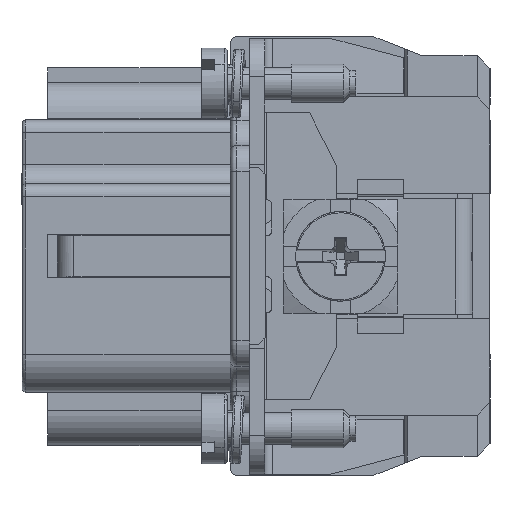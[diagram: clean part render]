
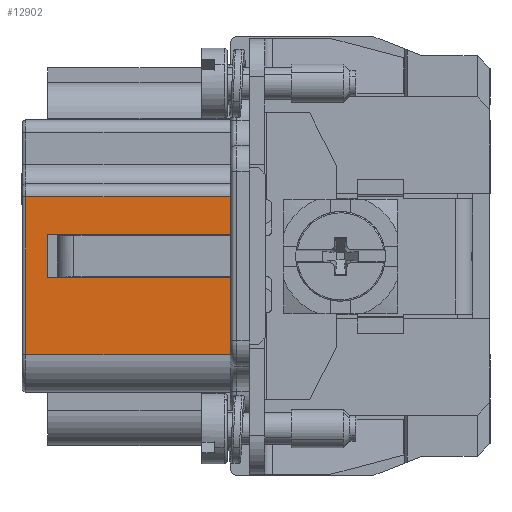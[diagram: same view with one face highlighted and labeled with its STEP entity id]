
A CAD part, left-side view. The second image highlights one B-rep face of the part: STEP entity #12902.
In plain terms, the highlighted planar face has unit normal (-1, 0, 0).
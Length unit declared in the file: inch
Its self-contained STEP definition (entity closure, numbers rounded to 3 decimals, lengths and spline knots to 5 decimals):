
#308 = LINE ( 'NONE', #25475, #4043 ) ;
#1043 = PLANE ( 'NONE',  #17907 ) ;
#1295 = EDGE_CURVE ( 'NONE', #33631, #26227, #6703, .T. ) ;
#2581 = EDGE_CURVE ( 'NONE', #33631, #37870, #3856, .T. ) ;
#2856 = ORIENTED_EDGE ( 'NONE', *, *, #40161, .T. ) ;
#3623 = ORIENTED_EDGE ( 'NONE', *, *, #33392, .F. ) ;
#3856 = LINE ( 'NONE', #38099, #31477 ) ;
#4036 = CARTESIAN_POINT ( 'NONE',  ( -3.3166, 1.06467, 0.8822 ) ) ;
#4043 = VECTOR ( 'NONE', #38069, 39.37008 ) ;
#5249 = CARTESIAN_POINT ( 'NONE',  ( -3.3166, 0.42435, 0.8822 ) ) ;
#5632 = LINE ( 'NONE', #8934, #7365 ) ;
#6074 = LINE ( 'NONE', #12078, #18750 ) ;
#6703 = LINE ( 'NONE', #19281, #14311 ) ;
#7109 = ORIENTED_EDGE ( 'NONE', *, *, #38786, .F. ) ;
#7365 = VECTOR ( 'NONE', #37792, 39.37008 ) ;
#7529 = CARTESIAN_POINT ( 'NONE',  ( -3.3166, 0.43691, 1.25252 ) ) ;
#8934 = CARTESIAN_POINT ( 'NONE',  ( -3.3166, 0.42435, 1.11786 ) ) ;
#10435 = DIRECTION ( 'NONE',  ( 0., 0., -1. ) ) ;
#12078 = CARTESIAN_POINT ( 'NONE',  ( -3.3166, 0.42435, 1.36738 ) ) ;
#12884 = EDGE_CURVE ( 'NONE', #40231, #22655, #5632, .T. ) ;
#12902 = ADVANCED_FACE ( 'NONE', ( #21510 ), #1043, .F. ) ;
#13121 = CARTESIAN_POINT ( 'NONE',  ( -3.3166, 0.99734, 1.37708 ) ) ;
#13752 = ORIENTED_EDGE ( 'NONE', *, *, #2581, .F. ) ;
#14136 = DIRECTION ( 'NONE',  ( 0., 1., 0. ) ) ;
#14247 = CARTESIAN_POINT ( 'NONE',  ( -3.3166, 0.99734, 1.25252 ) ) ;
#14311 = VECTOR ( 'NONE', #28759, 39.37008 ) ;
#14729 = LINE ( 'NONE', #29757, #25979 ) ;
#15570 = DIRECTION ( 'NONE',  ( 0., -1., 0. ) ) ;
#16510 = VECTOR ( 'NONE', #14136, 39.37008 ) ;
#17025 = VERTEX_POINT ( 'NONE', #22213 ) ;
#17907 = AXIS2_PLACEMENT_3D ( 'NONE', #25601, #31797, #25811 ) ;
#18750 = VECTOR ( 'NONE', #15570, 39.37008 ) ;
#19281 = CARTESIAN_POINT ( 'NONE',  ( -3.3166, 0.43691, 0.50555 ) ) ;
#19333 = DIRECTION ( 'NONE',  ( 0., 1., 0. ) ) ;
#21510 = FACE_OUTER_BOUND ( 'NONE', #25233, .T. ) ;
#22157 = ORIENTED_EDGE ( 'NONE', *, *, #1295, .T. ) ;
#22213 = CARTESIAN_POINT ( 'NONE',  ( -3.3166, 0.43691, 0.8822 ) ) ;
#22655 = VERTEX_POINT ( 'NONE', #27920 ) ;
#24092 = ORIENTED_EDGE ( 'NONE', *, *, #30866, .F. ) ;
#24676 = CARTESIAN_POINT ( 'NONE',  ( -3.3166, 1.06467, 1.36738 ) ) ;
#24965 = ORIENTED_EDGE ( 'NONE', *, *, #12884, .F. ) ;
#25233 = EDGE_LOOP ( 'NONE', ( #22157, #7109, #3623, #32866, #2856, #24965, #24092, #13752 ) ) ;
#25475 = CARTESIAN_POINT ( 'NONE',  ( -3.3166, 1.06467, 1.37708 ) ) ;
#25601 = CARTESIAN_POINT ( 'NONE',  ( -3.3166, 0.42435, 1.37708 ) ) ;
#25811 = DIRECTION ( 'NONE',  ( 0., 0., -1. ) ) ;
#25979 = VECTOR ( 'NONE', #33042, 39.37008 ) ;
#26227 = VERTEX_POINT ( 'NONE', #27181 ) ;
#27181 = CARTESIAN_POINT ( 'NONE',  ( -3.3166, 0.43691, 1.36738 ) ) ;
#27477 = CARTESIAN_POINT ( 'NONE',  ( -3.3166, 0.99734, 1.11786 ) ) ;
#27920 = CARTESIAN_POINT ( 'NONE',  ( -3.3166, 0.43691, 1.11786 ) ) ;
#28759 = DIRECTION ( 'NONE',  ( 0., 0., 1. ) ) ;
#29757 = CARTESIAN_POINT ( 'NONE',  ( -3.3166, 0.43691, 0.50555 ) ) ;
#29923 = EDGE_CURVE ( 'NONE', #17025, #36231, #36600, .T. ) ;
#30866 = EDGE_CURVE ( 'NONE', #37870, #40231, #35372, .T. ) ;
#31477 = VECTOR ( 'NONE', #19333, 39.37008 ) ;
#31797 = DIRECTION ( 'NONE',  ( 1., 0., 0. ) ) ;
#32866 = ORIENTED_EDGE ( 'NONE', *, *, #29923, .F. ) ;
#33017 = VECTOR ( 'NONE', #10435, 39.37008 ) ;
#33042 = DIRECTION ( 'NONE',  ( 0., 0., 1. ) ) ;
#33392 = EDGE_CURVE ( 'NONE', #36231, #37277, #308, .T. ) ;
#33631 = VERTEX_POINT ( 'NONE', #7529 ) ;
#35372 = LINE ( 'NONE', #13121, #33017 ) ;
#36231 = VERTEX_POINT ( 'NONE', #4036 ) ;
#36600 = LINE ( 'NONE', #5249, #16510 ) ;
#37277 = VERTEX_POINT ( 'NONE', #24676 ) ;
#37792 = DIRECTION ( 'NONE',  ( 0., -1., 0. ) ) ;
#37870 = VERTEX_POINT ( 'NONE', #14247 ) ;
#38069 = DIRECTION ( 'NONE',  ( 0., 0., 1. ) ) ;
#38099 = CARTESIAN_POINT ( 'NONE',  ( -3.3166, 0.42435, 1.25252 ) ) ;
#38786 = EDGE_CURVE ( 'NONE', #37277, #26227, #6074, .T. ) ;
#40161 = EDGE_CURVE ( 'NONE', #17025, #22655, #14729, .T. ) ;
#40231 = VERTEX_POINT ( 'NONE', #27477 ) ;
